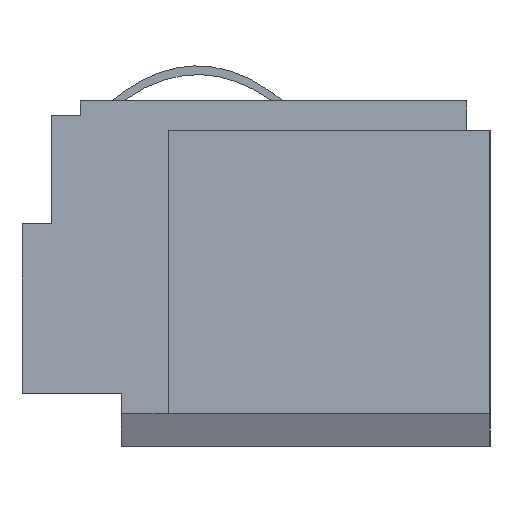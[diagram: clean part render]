
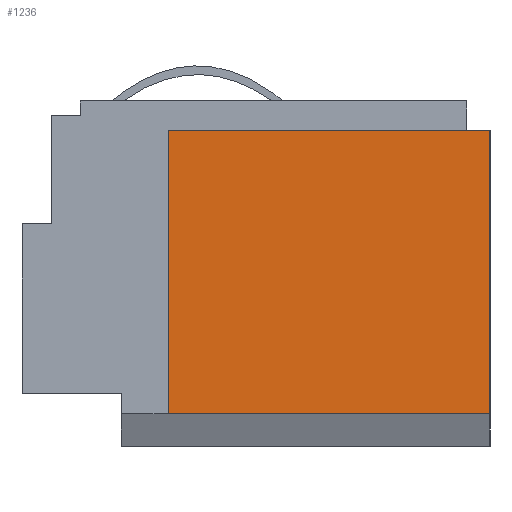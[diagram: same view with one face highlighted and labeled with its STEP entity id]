
A CAD part, left-side view. The second image highlights one B-rep face of the part: STEP entity #1236.
In plain terms, the highlighted planar face has unit normal (-1, 0, 0).
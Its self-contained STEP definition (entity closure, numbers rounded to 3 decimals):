
#31 = VECTOR ( 'NONE', #2257, 1000. ) ;
#539 = CARTESIAN_POINT ( 'NONE',  ( -16.3, 0., 0. ) ) ;
#708 = AXIS2_PLACEMENT_3D ( 'NONE', #3309, #2902, #3330 ) ;
#819 = VECTOR ( 'NONE', #4488, 1000. ) ;
#884 = EDGE_LOOP ( 'NONE', ( #3890, #5325, #1078, #1614 ) ) ;
#1078 = ORIENTED_EDGE ( 'NONE', *, *, #2488, .F. ) ;
#1222 = LINE ( 'NONE', #3207, #819 ) ;
#1236 = ADVANCED_FACE ( 'NONE', ( #1493 ), #1620, .F. ) ;
#1493 = FACE_OUTER_BOUND ( 'NONE', #884, .T. ) ;
#1574 = VECTOR ( 'NONE', #1908, 1000. ) ;
#1614 = ORIENTED_EDGE ( 'NONE', *, *, #1969, .T. ) ;
#1620 = PLANE ( 'NONE',  #708 ) ;
#1688 = CARTESIAN_POINT ( 'NONE',  ( -16.3, 11., 9.7 ) ) ;
#1716 = CARTESIAN_POINT ( 'NONE',  ( -16.3, 0., 9.7 ) ) ;
#1796 = CARTESIAN_POINT ( 'NONE',  ( -16.3, 11., 9.7 ) ) ;
#1908 = DIRECTION ( 'NONE',  ( 0., -1., 0. ) ) ;
#1969 = EDGE_CURVE ( 'NONE', #4984, #3616, #5344, .T. ) ;
#2095 = EDGE_CURVE ( 'NONE', #2870, #4863, #1222, .T. ) ;
#2257 = DIRECTION ( 'NONE',  ( 0., 0., -1. ) ) ;
#2488 = EDGE_CURVE ( 'NONE', #4984, #2870, #4492, .T. ) ;
#2501 = LINE ( 'NONE', #4446, #1574 ) ;
#2870 = VERTEX_POINT ( 'NONE', #1716 ) ;
#2902 = DIRECTION ( 'NONE',  ( 1., 0., 0. ) ) ;
#3207 = CARTESIAN_POINT ( 'NONE',  ( -16.3, 0., 9.7 ) ) ;
#3309 = CARTESIAN_POINT ( 'NONE',  ( -16.3, 11., 9.7 ) ) ;
#3330 = DIRECTION ( 'NONE',  ( 0., 0., -1. ) ) ;
#3466 = DIRECTION ( 'NONE',  ( 0., -1., 0. ) ) ;
#3616 = VERTEX_POINT ( 'NONE', #4902 ) ;
#3890 = ORIENTED_EDGE ( 'NONE', *, *, #5351, .T. ) ;
#4355 = CARTESIAN_POINT ( 'NONE',  ( -16.3, 11., 9.7 ) ) ;
#4446 = CARTESIAN_POINT ( 'NONE',  ( -16.3, 11., 0. ) ) ;
#4488 = DIRECTION ( 'NONE',  ( 0., 0., -1. ) ) ;
#4492 = LINE ( 'NONE', #4355, #5405 ) ;
#4863 = VERTEX_POINT ( 'NONE', #539 ) ;
#4902 = CARTESIAN_POINT ( 'NONE',  ( -16.3, 11., 0. ) ) ;
#4984 = VERTEX_POINT ( 'NONE', #1688 ) ;
#5325 = ORIENTED_EDGE ( 'NONE', *, *, #2095, .F. ) ;
#5344 = LINE ( 'NONE', #1796, #31 ) ;
#5351 = EDGE_CURVE ( 'NONE', #3616, #4863, #2501, .T. ) ;
#5405 = VECTOR ( 'NONE', #3466, 1000. ) ;
